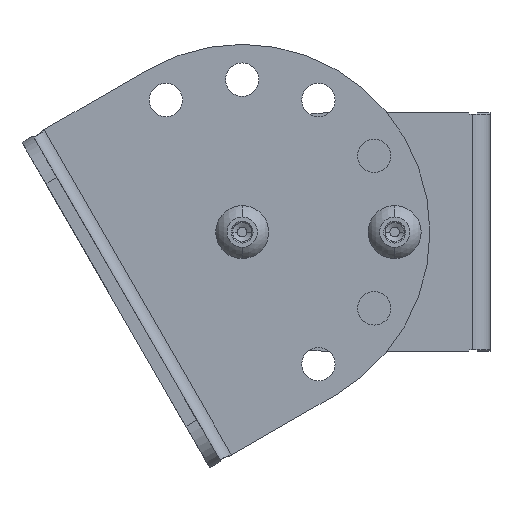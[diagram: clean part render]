
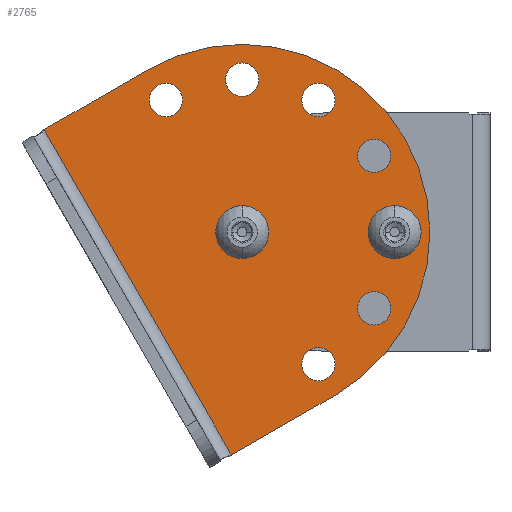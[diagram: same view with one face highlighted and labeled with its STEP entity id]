
A CAD part, left-side view. The second image highlights one B-rep face of the part: STEP entity #2765.
In plain terms, the highlighted face is planar.
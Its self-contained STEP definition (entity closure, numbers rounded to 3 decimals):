
#1711=DIRECTION('',(0.,-1.,0.));
#1712=VECTOR('',#1711,25.3);
#1713=CARTESIAN_POINT('',(2.65,30.6,39.4));
#1714=LINE('',#1713,#1712);
#1727=DIRECTION('',(0.,-1.,0.));
#1728=VECTOR('',#1727,25.3);
#1729=CARTESIAN_POINT('',(2.65,30.6,-39.4));
#1730=LINE('',#1729,#1728);
#1853=DIRECTION('',(0.,0.,-1.));
#1854=VECTOR('',#1853,78.8);
#1855=CARTESIAN_POINT('',(2.65,5.3,39.4));
#1856=LINE('',#1855,#1854);
#1857=CARTESIAN_POINT('',(2.65,30.6,0.));
#1858=DIRECTION('',(-1.,0.,0.));
#1859=DIRECTION('',(0.,0.,1.));
#1860=AXIS2_PLACEMENT_3D('',#1857,#1858,#1859);
#1862=CARTESIAN_POINT('',(2.65,62.6,0.));
#1863=DIRECTION('',(1.,0.,0.));
#1864=DIRECTION('',(0.,0.,-1.));
#1865=AXIS2_PLACEMENT_3D('',#1862,#1863,#1864);
#1867=CARTESIAN_POINT('',(2.65,62.6,0.));
#1868=DIRECTION('',(1.,0.,0.));
#1869=DIRECTION('',(0.,0.,1.));
#1870=AXIS2_PLACEMENT_3D('',#1867,#1868,#1869);
#1872=CARTESIAN_POINT('',(2.65,58.313,16.));
#1873=DIRECTION('',(1.,0.,0.));
#1874=DIRECTION('',(0.,0.,-1.));
#1875=AXIS2_PLACEMENT_3D('',#1872,#1873,#1874);
#1877=CARTESIAN_POINT('',(2.65,58.313,16.));
#1878=DIRECTION('',(1.,0.,0.));
#1879=DIRECTION('',(0.,0.,1.));
#1880=AXIS2_PLACEMENT_3D('',#1877,#1878,#1879);
#1882=CARTESIAN_POINT('',(2.65,46.6,27.713));
#1883=DIRECTION('',(1.,0.,0.));
#1884=DIRECTION('',(0.,0.,-1.));
#1885=AXIS2_PLACEMENT_3D('',#1882,#1883,#1884);
#1887=CARTESIAN_POINT('',(2.65,46.6,27.713));
#1888=DIRECTION('',(1.,0.,0.));
#1889=DIRECTION('',(0.,0.,1.));
#1890=AXIS2_PLACEMENT_3D('',#1887,#1888,#1889);
#1892=CARTESIAN_POINT('',(2.65,30.6,32.));
#1893=DIRECTION('',(1.,0.,0.));
#1894=DIRECTION('',(0.,0.,-1.));
#1895=AXIS2_PLACEMENT_3D('',#1892,#1893,#1894);
#1897=CARTESIAN_POINT('',(2.65,30.6,32.));
#1898=DIRECTION('',(1.,0.,0.));
#1899=DIRECTION('',(0.,0.,1.));
#1900=AXIS2_PLACEMENT_3D('',#1897,#1898,#1899);
#1902=CARTESIAN_POINT('',(2.65,58.313,-16.));
#1903=DIRECTION('',(1.,0.,0.));
#1904=DIRECTION('',(0.,0.,-1.));
#1905=AXIS2_PLACEMENT_3D('',#1902,#1903,#1904);
#1907=CARTESIAN_POINT('',(2.65,58.313,-16.));
#1908=DIRECTION('',(1.,0.,0.));
#1909=DIRECTION('',(0.,0.,1.));
#1910=AXIS2_PLACEMENT_3D('',#1907,#1908,#1909);
#1912=CARTESIAN_POINT('',(2.65,46.6,-27.713));
#1913=DIRECTION('',(1.,0.,0.));
#1914=DIRECTION('',(0.,0.,-1.));
#1915=AXIS2_PLACEMENT_3D('',#1912,#1913,#1914);
#1917=CARTESIAN_POINT('',(2.65,46.6,-27.713));
#1918=DIRECTION('',(1.,0.,0.));
#1919=DIRECTION('',(0.,0.,1.));
#1920=AXIS2_PLACEMENT_3D('',#1917,#1918,#1919);
#1922=CARTESIAN_POINT('',(2.65,30.6,-32.));
#1923=DIRECTION('',(1.,0.,0.));
#1924=DIRECTION('',(0.,0.,-1.));
#1925=AXIS2_PLACEMENT_3D('',#1922,#1923,#1924);
#1927=CARTESIAN_POINT('',(2.65,30.6,-32.));
#1928=DIRECTION('',(1.,0.,0.));
#1929=DIRECTION('',(0.,0.,1.));
#1930=AXIS2_PLACEMENT_3D('',#1927,#1928,#1929);
#1932=CARTESIAN_POINT('',(2.65,30.6,0.));
#1933=DIRECTION('',(1.,0.,0.));
#1934=DIRECTION('',(0.,0.,-1.));
#1935=AXIS2_PLACEMENT_3D('',#1932,#1933,#1934);
#1937=CARTESIAN_POINT('',(2.65,30.6,0.));
#1938=DIRECTION('',(1.,0.,0.));
#1939=DIRECTION('',(0.,0.,1.));
#1940=AXIS2_PLACEMENT_3D('',#1937,#1938,#1939);
#2066=CARTESIAN_POINT('',(2.65,30.6,-39.4));
#2067=CARTESIAN_POINT('',(2.65,5.3,-39.4));
#2068=VERTEX_POINT('',#2066);
#2069=VERTEX_POINT('',#2067);
#2070=CARTESIAN_POINT('',(2.65,30.6,39.4));
#2071=VERTEX_POINT('',#2070);
#2072=CARTESIAN_POINT('',(2.65,5.3,39.4));
#2073=VERTEX_POINT('',#2072);
#2074=CARTESIAN_POINT('',(2.65,62.6,-3.5));
#2075=CARTESIAN_POINT('',(2.65,62.6,3.5));
#2076=VERTEX_POINT('',#2074);
#2077=VERTEX_POINT('',#2075);
#2078=CARTESIAN_POINT('',(2.65,58.313,12.5));
#2079=CARTESIAN_POINT('',(2.65,58.313,19.5));
#2080=VERTEX_POINT('',#2078);
#2081=VERTEX_POINT('',#2079);
#2082=CARTESIAN_POINT('',(2.65,46.6,24.213));
#2083=CARTESIAN_POINT('',(2.65,46.6,31.213));
#2084=VERTEX_POINT('',#2082);
#2085=VERTEX_POINT('',#2083);
#2086=CARTESIAN_POINT('',(2.65,30.6,28.5));
#2087=CARTESIAN_POINT('',(2.65,30.6,35.5));
#2088=VERTEX_POINT('',#2086);
#2089=VERTEX_POINT('',#2087);
#2090=CARTESIAN_POINT('',(2.65,58.313,-19.5));
#2091=CARTESIAN_POINT('',(2.65,58.313,-12.5));
#2092=VERTEX_POINT('',#2090);
#2093=VERTEX_POINT('',#2091);
#2094=CARTESIAN_POINT('',(2.65,46.6,-31.213));
#2095=CARTESIAN_POINT('',(2.65,46.6,-24.213));
#2096=VERTEX_POINT('',#2094);
#2097=VERTEX_POINT('',#2095);
#2098=CARTESIAN_POINT('',(2.65,30.6,-35.5));
#2099=CARTESIAN_POINT('',(2.65,30.6,-28.5));
#2100=VERTEX_POINT('',#2098);
#2101=VERTEX_POINT('',#2099);
#2102=CARTESIAN_POINT('',(2.65,30.6,-3.5));
#2103=CARTESIAN_POINT('',(2.65,30.6,3.5));
#2104=VERTEX_POINT('',#2102);
#2105=VERTEX_POINT('',#2103);
#2706=CARTESIAN_POINT('',(2.65,70.,-39.4));
#2707=DIRECTION('',(-1.,0.,0.));
#2708=DIRECTION('',(0.,-1.,0.));
#2709=AXIS2_PLACEMENT_3D('',#2706,#2707,#2708);
#2710=PLANE('',#2709);
#2711=ORIENTED_EDGE('',*,*,#2579,.F.);
#2712=ORIENTED_EDGE('',*,*,#2470,.F.);
#2713=ORIENTED_EDGE('',*,*,#2484,.T.);
#2714=ORIENTED_EDGE('',*,*,#2498,.T.);
#2715=EDGE_LOOP('',(#2711,#2712,#2713,#2714));
#2716=FACE_OUTER_BOUND('',#2715,.F.);
#2718=ORIENTED_EDGE('',*,*,#2717,.T.);
#2720=ORIENTED_EDGE('',*,*,#2719,.T.);
#2721=EDGE_LOOP('',(#2718,#2720));
#2722=FACE_BOUND('',#2721,.F.);
#2724=ORIENTED_EDGE('',*,*,#2723,.T.);
#2726=ORIENTED_EDGE('',*,*,#2725,.T.);
#2727=EDGE_LOOP('',(#2724,#2726));
#2728=FACE_BOUND('',#2727,.F.);
#2730=ORIENTED_EDGE('',*,*,#2729,.T.);
#2732=ORIENTED_EDGE('',*,*,#2731,.T.);
#2733=EDGE_LOOP('',(#2730,#2732));
#2734=FACE_BOUND('',#2733,.F.);
#2736=ORIENTED_EDGE('',*,*,#2735,.T.);
#2738=ORIENTED_EDGE('',*,*,#2737,.T.);
#2739=EDGE_LOOP('',(#2736,#2738));
#2740=FACE_BOUND('',#2739,.F.);
#2742=ORIENTED_EDGE('',*,*,#2741,.T.);
#2744=ORIENTED_EDGE('',*,*,#2743,.T.);
#2745=EDGE_LOOP('',(#2742,#2744));
#2746=FACE_BOUND('',#2745,.F.);
#2748=ORIENTED_EDGE('',*,*,#2747,.T.);
#2750=ORIENTED_EDGE('',*,*,#2749,.T.);
#2751=EDGE_LOOP('',(#2748,#2750));
#2752=FACE_BOUND('',#2751,.F.);
#2754=ORIENTED_EDGE('',*,*,#2753,.T.);
#2756=ORIENTED_EDGE('',*,*,#2755,.T.);
#2757=EDGE_LOOP('',(#2754,#2756));
#2758=FACE_BOUND('',#2757,.F.);
#2760=ORIENTED_EDGE('',*,*,#2759,.T.);
#2762=ORIENTED_EDGE('',*,*,#2761,.T.);
#2763=EDGE_LOOP('',(#2760,#2762));
#2764=FACE_BOUND('',#2763,.F.);
#2765=ADVANCED_FACE('',(#2716,#2722,#2728,#2734,#2740,#2746,#2752,#2758,#2764),
#2710,.F.);
#1861=CIRCLE('',#1860,39.4);
#1866=CIRCLE('',#1865,3.5);
#1871=CIRCLE('',#1870,3.5);
#1876=CIRCLE('',#1875,3.5);
#1881=CIRCLE('',#1880,3.5);
#1886=CIRCLE('',#1885,3.5);
#1891=CIRCLE('',#1890,3.5);
#1896=CIRCLE('',#1895,3.5);
#1901=CIRCLE('',#1900,3.5);
#1906=CIRCLE('',#1905,3.5);
#1911=CIRCLE('',#1910,3.5);
#1916=CIRCLE('',#1915,3.5);
#1921=CIRCLE('',#1920,3.5);
#1926=CIRCLE('',#1925,3.5);
#1931=CIRCLE('',#1930,3.5);
#1936=CIRCLE('',#1935,3.5);
#1941=CIRCLE('',#1940,3.5);
#2470=EDGE_CURVE('',#2071,#2073,#1714,.T.);
#2484=EDGE_CURVE('',#2071,#2068,#1861,.T.);
#2498=EDGE_CURVE('',#2068,#2069,#1730,.T.);
#2579=EDGE_CURVE('',#2073,#2069,#1856,.T.);
#2717=EDGE_CURVE('',#2076,#2077,#1866,.T.);
#2719=EDGE_CURVE('',#2077,#2076,#1871,.T.);
#2723=EDGE_CURVE('',#2080,#2081,#1876,.T.);
#2725=EDGE_CURVE('',#2081,#2080,#1881,.T.);
#2729=EDGE_CURVE('',#2084,#2085,#1886,.T.);
#2731=EDGE_CURVE('',#2085,#2084,#1891,.T.);
#2735=EDGE_CURVE('',#2088,#2089,#1896,.T.);
#2737=EDGE_CURVE('',#2089,#2088,#1901,.T.);
#2741=EDGE_CURVE('',#2092,#2093,#1906,.T.);
#2743=EDGE_CURVE('',#2093,#2092,#1911,.T.);
#2747=EDGE_CURVE('',#2096,#2097,#1916,.T.);
#2749=EDGE_CURVE('',#2097,#2096,#1921,.T.);
#2753=EDGE_CURVE('',#2100,#2101,#1926,.T.);
#2755=EDGE_CURVE('',#2101,#2100,#1931,.T.);
#2759=EDGE_CURVE('',#2104,#2105,#1936,.T.);
#2761=EDGE_CURVE('',#2105,#2104,#1941,.T.);
